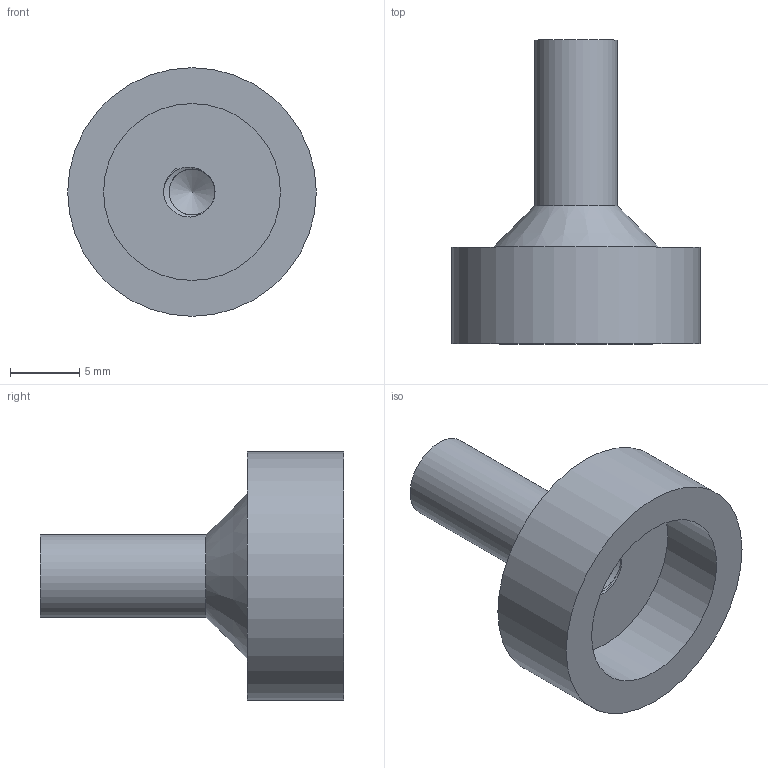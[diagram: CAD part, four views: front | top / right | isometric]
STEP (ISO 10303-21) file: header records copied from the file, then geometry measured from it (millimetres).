
FILE_DESCRIPTION(/* description */ (''),/* implementation_level */ '2;1');
FILE_NAME(/* name */ 'RotoforgeArbor v4.step',/* time_stamp */ '2025-11-15T13:48:13-08:00',/* author */ (''),/* organization */ (''),/* preprocessor_version */ 'ST-DEVELOPER v20.1',/* originating_system */ 'Autodesk Translation Framework v14.17.0.0',/* authorisation */ '');
FILE_SCHEMA (('AUTOMOTIVE_DESIGN { 1 0 10303 214 3 1 1 }'));
Length unit declared in the file: millimetre
Products named in the file (1): RotoforgeArbor
Bounding box: 18 x 22 x 18 mm (x, y, z)
Volume: 1619.7 mm3; surface area: 1463.5 mm2
Topology: 1 solids, 1 shells, 28 faces, 69 edges, 45 vertices
Faces by surface type: cylinder 19, plane 5, cone 2, bspline 2
Full cylindrical faces by diameter (mm): 3.332 x4, 4.109 x1, 6 x1, 12.8 x1, 18 x1
Entity records: 1954 total; most frequent: CARTESIAN_POINT 1324, ORIENTED_EDGE 136, DIRECTION 99, EDGE_CURVE 68, VERTEX_POINT 45, AXIS2_PLACEMENT_3D 40, B_SPLINE_CURVE_WITH_KNOTS 36, EDGE_LOOP 31
